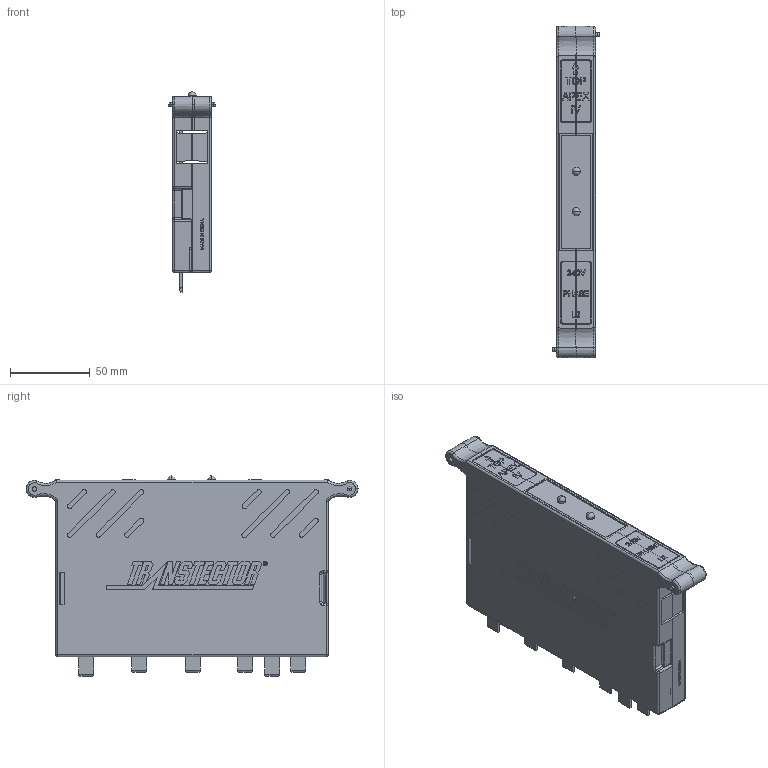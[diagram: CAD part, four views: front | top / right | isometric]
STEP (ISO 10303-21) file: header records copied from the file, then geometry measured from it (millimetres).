
FILE_DESCRIPTION (( 'STEP AP214' ), '1' );
FILE_NAME ('1000-796-41-E.STEP', '2019-01-22T19:57:52', ( '' ), ( '' ), 'SwSTEP 2.0', 'SolidWorks 2018', '' );
FILE_SCHEMA (( 'AUTOMOTIVE_DESIGN' ));
Length unit declared in the file: inch
Products named in the file (18): 1000-796-41-E; 2200-222; 2001-123; greenled; 2003-767; ledassy; yelled; E001-024; 2003-766-4
Assembly tree (10 placements, depth 3):
  1000-796-41-E
    2001-123  x2
    ledassy
      E001-024
      yelled
      greenled
    2200-222
      2200-222
    2003-766-4
    2003-767
  2001-123
  greenled
  2001-123
  2003-767
Bounding box: 29.72 x 208.75 x 125.89 mm (x, y, z)
Volume: 148130 mm3; surface area: 145113.4 mm2
Topology: 8 solids, 8 shells, 1844 faces, 5023 edges, 3320 vertices
Faces by surface type: plane 1172, cylinder 380, bspline 138, cone 124, torus 18, sphere 12
Entity records: 50681 total; most frequent: CARTESIAN_POINT 13689, ORIENTED_EDGE 6904, DIRECTION 6222, EDGE_CURVE 3452, LINE 2376, VECTOR 2376, VERTEX_POINT 2284, AXIS2_PLACEMENT_3D 1923
